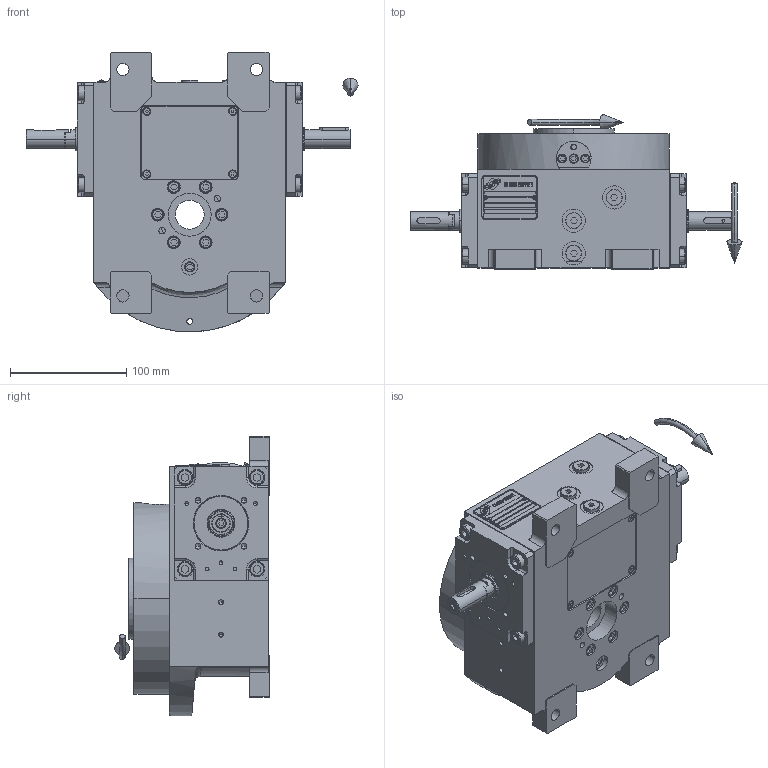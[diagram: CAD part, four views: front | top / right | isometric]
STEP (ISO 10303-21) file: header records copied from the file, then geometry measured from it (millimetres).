
FILE_DESCRIPTION (( 'STEP AP203' ), '1' );
FILE_NAME ('PC5200929.step', '2026-03-26T07:44:34', ( '' ), ( '' ), 'SwSTEP 2.0', 'SolidWorks 2020', '' );
FILE_SCHEMA (( 'CONFIG_CONTROL_DESIGN' ));
Length unit declared in the file: millimetre
Products named in the file (80): cfn2000_01_147; cfn2000_01_151; cfn2000_01_129; AS_rig04_014_s_001; AS_cfn2476_01_001_48x38; cfn2155_01_055; cfn2003_01_063; AS_rig04_015; CFN2010_01_006.stp; rig04_007_master; CFN2010_02_002.stp; cfn2000_01_161; CFN2203_02_001.stp; cfn2128_04_011; rig04_001_a_s_012; cfn2151_01_092; AS_rig04_071_8_m; PC5200929; rig04_004; freccia_angolare; cfn2104_01_016; cfn2070_05_001; cfn2201_01_040; CFN2223_01-390X6-B.stp; CFN2000_01_185.stp; cfn2115_01_001; cfn2476_01_001_48x38; CFN2104_02_017.stp; rig04_014_s_001; cfn2077_01_018; cfn2107_01_001; CFN2155_01_007.stp; RIG06_021_AF0.stp; AS_rig04_002_bc; AS_rig04_004; RIG04_005_AF0.stp; CFN2356_03_051.stp; rig04_003_8; rig04_002_bc; freccia_angolare_albero ...
Assembly tree (69 placements, depth 5):
  CFN2010_01_006.stp
  rig04_007_master
  CFN2203_02_001.stp
  cfn2151_01_092
  PC5200929
    rig04_001_a_s_012
    AS_cfn2476_01_001_48x38
      cfn2476_01_001_48x38
      cfn2107_01_001
      cfn2107_01_001
    AS_rig04_071_8_m
      rig04_071_8_m.stp
        RIG04_005_ASM.stp
          RIG04_005_AF0.stp
          RIG06_021_AF0.stp
          CFN2000_01_185.stp
          CFN2000_01_185.stp
          CFN2104_02_017.stp
        CFN2155_01_007.stp
        CFN2010_02_002.stp
      rig04_003_8
      cfn2000_01_147
      cfn2000_01_147
      cfn2000_01_147
      cfn2000_01_147
      cfn2000_01_147
      cfn2000_01_147
      cfn2000_01_147
      cfn2000_01_147
      cfn2104_01_016  x2
    AS_rig04_014_s_001
      rig04_014_s_001
      cfn2000_01_151
      cfn2000_01_151
      cfn2000_01_151
      cfn2000_01_151
      cfn2000_01_151
      cfn2000_01_151
      cfn2155_01_186
    AS_rig04_004
      rig04_004
      cfn2155_01_055
      cfn2070_05_001
      cfn2000_01_129  x2
      cfn2000_01_129
      cfn2000_01_129
    AS_rig04_004
      rig04_004
      cfn2155_01_055
      cfn2070_05_001
      cfn2000_01_129  x2
      cfn2000_01_129
      cfn2000_01_129
    AS_rig04_002_bc
      rig04_002_bc
      cfn2115_01_001
    cfn2128_04_011
    cfn2128_04_011
    cfn2128_04_011
    cfn2128_05_006
Bounding box: 286 x 133 x 240.94 mm (x, y, z)
Volume: 1298603.7 mm3; surface area: 417489.9 mm2
Topology: 72 solids, 72 shells, 2101 faces, 5097 edges, 3254 vertices
Faces by surface type: plane 1074, cylinder 656, cone 350, torus 14, sphere 6, bspline 1
Entity records: 69769 total; most frequent: CARTESIAN_POINT 13184, DIRECTION 10238, ORIENTED_EDGE 9730, EDGE_CURVE 4865, AXIS2_PLACEMENT_3D 3530, LINE 3178, VECTOR 3178, VERTEX_POINT 3162
